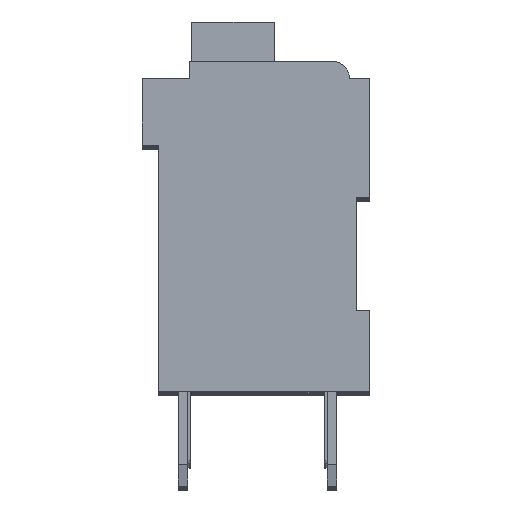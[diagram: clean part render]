
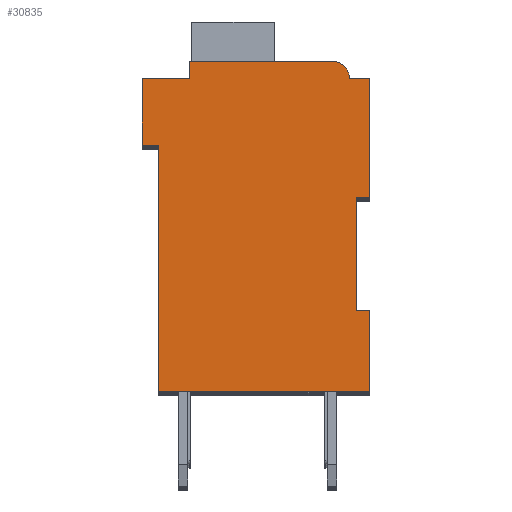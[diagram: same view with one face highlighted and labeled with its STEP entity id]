
A CAD part, top view. The second image highlights one B-rep face of the part: STEP entity #30835.
In plain terms, the highlighted planar face has unit normal (0, 0, 1).
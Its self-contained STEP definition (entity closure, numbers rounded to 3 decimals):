
#4916=DIRECTION('',(1.,0.,0.));
#4917=VECTOR('',#4916,0.5);
#4918=CARTESIAN_POINT('',(7.3,7.15,2.1));
#4919=LINE('',#4918,#4917);
#4920=DIRECTION('',(0.,1.,0.));
#4921=VECTOR('',#4920,4.15);
#4922=CARTESIAN_POINT('',(7.3,3.,2.1));
#4923=LINE('',#4922,#4921);
#4924=DIRECTION('',(-1.,0.,0.));
#4925=VECTOR('',#4924,0.5);
#4926=CARTESIAN_POINT('',(7.8,3.,2.1));
#4927=LINE('',#4926,#4925);
#4928=DIRECTION('',(0.,1.,0.));
#4929=VECTOR('',#4928,3.);
#4930=CARTESIAN_POINT('',(7.8,0.,2.1));
#4931=LINE('',#4930,#4929);
#4932=DIRECTION('',(1.,0.,0.));
#4933=VECTOR('',#4932,7.8);
#4934=CARTESIAN_POINT('',(0.,0.,2.1));
#4935=LINE('',#4934,#4933);
#4936=DIRECTION('',(0.,-1.,0.));
#4937=VECTOR('',#4936,9.1);
#4938=CARTESIAN_POINT('',(0.,9.1,2.1));
#4939=LINE('',#4938,#4937);
#4940=DIRECTION('',(1.,0.,0.));
#4941=VECTOR('',#4940,0.6);
#4942=CARTESIAN_POINT('',(-0.6,9.1,2.1));
#4943=LINE('',#4942,#4941);
#4944=DIRECTION('',(0.,-1.,0.));
#4945=VECTOR('',#4944,2.45);
#4946=CARTESIAN_POINT('',(-0.6,11.55,2.1));
#4947=LINE('',#4946,#4945);
#4948=DIRECTION('',(-1.,0.,0.));
#4949=VECTOR('',#4948,1.75);
#4950=CARTESIAN_POINT('',(1.15,11.55,2.1));
#4951=LINE('',#4950,#4949);
#4952=DIRECTION('',(0.,-1.,0.));
#4953=VECTOR('',#4952,0.65);
#4954=CARTESIAN_POINT('',(1.15,12.2,2.1));
#4955=LINE('',#4954,#4953);
#4956=DIRECTION('',(-1.,0.,0.));
#4957=VECTOR('',#4956,5.25);
#4958=CARTESIAN_POINT('',(6.4,12.2,2.1));
#4959=LINE('',#4958,#4957);
#4960=CARTESIAN_POINT('',(6.4,11.55,2.1));
#4961=DIRECTION('',(0.,0.,1.));
#4962=DIRECTION('',(1.,0.,0.));
#4963=AXIS2_PLACEMENT_3D('',#4960,#4961,#4962);
#4965=DIRECTION('',(-1.,0.,0.));
#4966=VECTOR('',#4965,0.75);
#4967=CARTESIAN_POINT('',(7.8,11.55,2.1));
#4968=LINE('',#4967,#4966);
#4969=DIRECTION('',(0.,1.,0.));
#4970=VECTOR('',#4969,4.4);
#4971=CARTESIAN_POINT('',(7.8,7.15,2.1));
#4972=LINE('',#4971,#4970);
#20363=CARTESIAN_POINT('',(7.3,7.15,2.1));
#20364=CARTESIAN_POINT('',(7.8,7.15,2.1));
#20365=VERTEX_POINT('',#20363);
#20366=VERTEX_POINT('',#20364);
#20367=CARTESIAN_POINT('',(7.8,11.55,2.1));
#20368=VERTEX_POINT('',#20367);
#20369=CARTESIAN_POINT('',(7.05,11.55,2.1));
#20370=VERTEX_POINT('',#20369);
#20371=CARTESIAN_POINT('',(6.4,12.2,2.1));
#20372=VERTEX_POINT('',#20371);
#20373=CARTESIAN_POINT('',(1.15,12.2,2.1));
#20374=VERTEX_POINT('',#20373);
#20375=CARTESIAN_POINT('',(1.15,11.55,2.1));
#20376=VERTEX_POINT('',#20375);
#20377=CARTESIAN_POINT('',(-0.6,11.55,2.1));
#20378=VERTEX_POINT('',#20377);
#20379=CARTESIAN_POINT('',(-0.6,9.1,2.1));
#20380=VERTEX_POINT('',#20379);
#20381=CARTESIAN_POINT('',(0.,9.1,2.1));
#20382=VERTEX_POINT('',#20381);
#20383=CARTESIAN_POINT('',(0.,0.,2.1));
#20384=VERTEX_POINT('',#20383);
#20385=CARTESIAN_POINT('',(7.8,0.,2.1));
#20386=VERTEX_POINT('',#20385);
#20387=CARTESIAN_POINT('',(7.8,3.,2.1));
#20388=VERTEX_POINT('',#20387);
#20389=CARTESIAN_POINT('',(7.3,3.,2.1));
#20390=VERTEX_POINT('',#20389);
#30811=CARTESIAN_POINT('',(0.,0.,2.1));
#30812=DIRECTION('',(0.,0.,1.));
#30813=DIRECTION('',(1.,0.,0.));
#30814=AXIS2_PLACEMENT_3D('',#30811,#30812,#30813);
#30815=PLANE('',#30814);
#30816=ORIENTED_EDGE('',*,*,#26772,.F.);
#30817=ORIENTED_EDGE('',*,*,#27781,.F.);
#30819=ORIENTED_EDGE('',*,*,#30818,.F.);
#30821=ORIENTED_EDGE('',*,*,#30820,.F.);
#30823=ORIENTED_EDGE('',*,*,#30822,.F.);
#30824=ORIENTED_EDGE('',*,*,#28138,.F.);
#30825=ORIENTED_EDGE('',*,*,#28338,.F.);
#30826=ORIENTED_EDGE('',*,*,#28702,.F.);
#30827=ORIENTED_EDGE('',*,*,#29071,.F.);
#30828=ORIENTED_EDGE('',*,*,#29140,.F.);
#30829=ORIENTED_EDGE('',*,*,#29668,.F.);
#30830=ORIENTED_EDGE('',*,*,#30473,.F.);
#30831=ORIENTED_EDGE('',*,*,#30273,.F.);
#30832=ORIENTED_EDGE('',*,*,#27317,.F.);
#30833=EDGE_LOOP('',(#30816,#30817,#30819,#30821,#30823,#30824,#30825,#30826,
#30827,#30828,#30829,#30830,#30831,#30832));
#30834=FACE_OUTER_BOUND('',#30833,.F.);
#4964=CIRCLE('',#4963,0.65);
#26772=EDGE_CURVE('',#20365,#20366,#4919,.T.);
#27317=EDGE_CURVE('',#20366,#20368,#4972,.T.);
#27781=EDGE_CURVE('',#20390,#20365,#4923,.T.);
#28138=EDGE_CURVE('',#20382,#20384,#4939,.T.);
#28338=EDGE_CURVE('',#20380,#20382,#4943,.T.);
#28702=EDGE_CURVE('',#20378,#20380,#4947,.T.);
#29071=EDGE_CURVE('',#20376,#20378,#4951,.T.);
#29140=EDGE_CURVE('',#20374,#20376,#4955,.T.);
#29668=EDGE_CURVE('',#20372,#20374,#4959,.T.);
#30273=EDGE_CURVE('',#20368,#20370,#4968,.T.);
#30473=EDGE_CURVE('',#20370,#20372,#4964,.T.);
#30818=EDGE_CURVE('',#20388,#20390,#4927,.T.);
#30820=EDGE_CURVE('',#20386,#20388,#4931,.T.);
#30822=EDGE_CURVE('',#20384,#20386,#4935,.T.);
#30835=ADVANCED_FACE('',(#30834),#30815,.T.);
